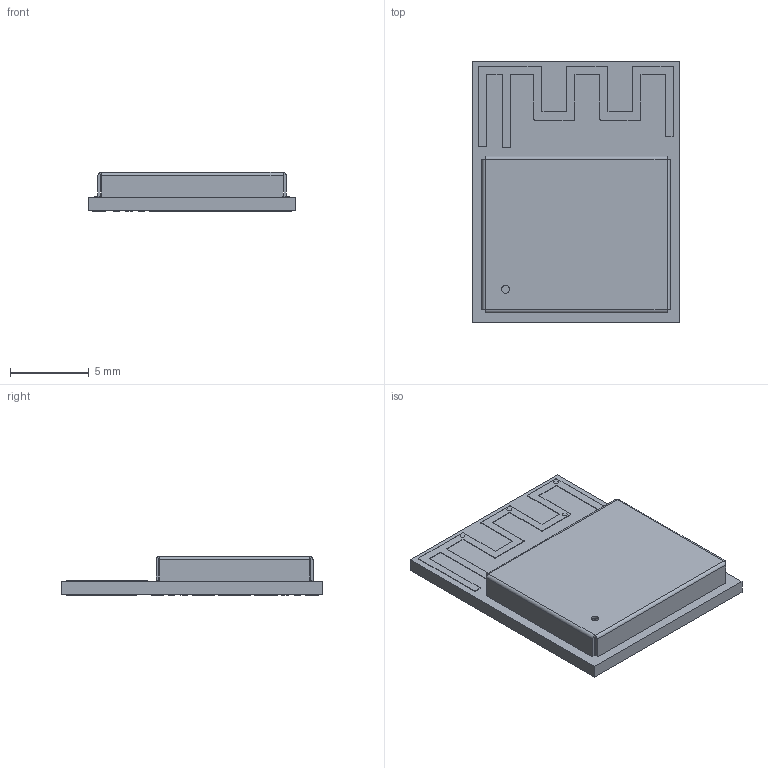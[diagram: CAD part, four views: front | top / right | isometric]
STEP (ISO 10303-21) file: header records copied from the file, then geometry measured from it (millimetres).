
FILE_DESCRIPTION (( 'STEP AP214' ), '1' );
FILE_NAME ('ESP32-C6-MINI-1_V1_20230711.STEP', '2023-07-11T13:00:33', ( 'Windows User' ), ( 'P R C' ), 'SwSTEP 2.0', 'SolidWorks 2022', '' );
FILE_SCHEMA (( 'AUTOMOTIVE_DESIGN' ));
Length unit declared in the file: millimetre
Products named in the file (38): ESP32-C6_QFN32_5X5_202306.xtd; Submodel-C0201_part_C0201; Submodel-noModelForPart_MINI-ANT-TYPED-H_4201249051; Submodel-D__3D_design_ESP32-C6_module_module_ESP32-C6-MINI-1-3D_PCB_ESP32-C6-MINI-1_V1.0_20220927_PCB_3D_ImportedPartModels_XTAL3225_20210301.STEP; C3-MINI-solder_pad; Submodel-D__3D_design_ESP32-C6_module_module_ESP32-C6-MINI-1-3D_PCB_ESP32-C6-MINI-1_V1.0_20220927_PCB_3D_ImportedPartModels_C0402_20210301.STEP; Submodel-SOD882_part_SOD882; uid__2428; Submodel-D__3D_design_ESP32-C6_module_module_ESP32-C6-MINI-1-3D_PCB_ESP32-C6-MINI-1_V1.0_20220927_PCB_3D_ImportedPartModels_R0201_20210301.STEP; placementOutline_21; placementOutline_24; Submodel-R0201_part_R0201; Submodel-C0402_part_C0402; MINI-ANT-TYPE-D-H-buttom; R0201_20210301.xtd; Submodel-L0201_part_L0201; ESP32-C6-MINI-1_V1_20230711; placementOutline_19; Submodel-D__3D_design_ESP32-C6_module_module_ESP32-C6-MINI-1-3D_PCB_ESP32-C6-MINI-1_V1.0_20220927_PCB_3D_ImportedPartModels_C0201_20210301.STEP; Submodel-XTAL3225_part_XTAL3225; L0201_20210301.xtd; Submodel-QFN32_0P5_5_E3P7X3P2_part_QFN32_0P5_5_E3P7X3P2; C0201_20210301.xtd; ShieldBox_ESP32-C3-MINI-1_V1.0_20200901; placementOutline_18; placementOutline_23; C6-MINI-1-new-footpad; placementOutline_20; C0402_20210301.xtd; XTAL3225_20210301.xtd; DFN1006.xtd; Submodel-MINI-ANT-TYPED-H_4201249051_part_MINI-ANT-TYPED-H; Submodel-D__3D_design_ESP32-C6_module_module_ESP32-C6-MINI-1-3D_PCB_ESP32-C6-MINI-1_V1.0_20220927_PCB_3D_ImportedPartModels_ESP32-C6_QFN32_5X5_202306.STEP; Submodel-D__3D_design_ESP32-C6_module_module_ESP32-C6-MINI-1-3D_PCB_ESP32-C6-MINI-1_V1.0_20220927_PCB_3D_ImportedPartModels_DFN1006.STEP; DesignRootModel; MINI-ANT-TYPE-D-H-top; Submodel-D__3D_design_ESP32-C6_module_module_ESP32-C6-MINI-1-3D_PCB_ESP32-C6-MINI-1_V1.0_20220927_PCB_3D_ImportedPartModels_L0201_20210301.STEP; placementOutline_22
Assembly tree (49 placements, depth 6):
  ESP32-C6-MINI-1_V1_20230711
    C6-MINI-1-new-footpad
      DesignRootModel
        uid__2428
        Submodel-R0201_part_R0201  x3
          Submodel-D__3D_design_ESP32-C6_module_module_ESP32-C6-MINI-1-3D_PCB_ESP32-C6-MINI-1_V1.0_20220927_PCB_3D_ImportedPartModels_R0201_20210301.STEP
            R0201_20210301.xtd
        Submodel-L0201_part_L0201  x2
          Submodel-D__3D_design_ESP32-C6_module_module_ESP32-C6-MINI-1-3D_PCB_ESP32-C6-MINI-1_V1.0_20220927_PCB_3D_ImportedPartModels_L0201_20210301.STEP
            L0201_20210301.xtd
        Submodel-C0201_part_C0201  x10
          Submodel-D__3D_design_ESP32-C6_module_module_ESP32-C6-MINI-1-3D_PCB_ESP32-C6-MINI-1_V1.0_20220927_PCB_3D_ImportedPartModels_C0201_20210301.STEP
            C0201_20210301.xtd
        Submodel-QFN32_0P5_5_E3P7X3P2_part_QFN32_0P5_5_E3P7X3P2
          Submodel-D__3D_design_ESP32-C6_module_module_ESP32-C6-MINI-1-3D_PCB_ESP32-C6-MINI-1_V1.0_20220927_PCB_3D_ImportedPartModels_ESP32-C6_QFN32_5X5_202306.STEP
            ESP32-C6_QFN32_5X5_202306.xtd
        Submodel-XTAL3225_part_XTAL3225
          Submodel-D__3D_design_ESP32-C6_module_module_ESP32-C6-MINI-1-3D_PCB_ESP32-C6-MINI-1_V1.0_20220927_PCB_3D_ImportedPartModels_XTAL3225_20210301.STEP
            XTAL3225_20210301.xtd
        Submodel-SOD882_part_SOD882
          Submodel-D__3D_design_ESP32-C6_module_module_ESP32-C6-MINI-1-3D_PCB_ESP32-C6-MINI-1_V1.0_20220927_PCB_3D_ImportedPartModels_DFN1006.STEP
            DFN1006.xtd
        Submodel-C0402_part_C0402
          Submodel-D__3D_design_ESP32-C6_module_module_ESP32-C6-MINI-1-3D_PCB_ESP32-C6-MINI-1_V1.0_20220927_PCB_3D_ImportedPartModels_C0402_20210301.STEP
            C0402_20210301.xtd
        Submodel-MINI-ANT-TYPED-H_4201249051_part_MINI-ANT-TYPED-H
          Submodel-noModelForPart_MINI-ANT-TYPED-H_4201249051
            placementOutline_18
            placementOutline_19
            placementOutline_20
            placementOutline_21
            placementOutline_22
            placementOutline_23
            placementOutline_24
      MINI-ANT-TYPE-D-H-top
      MINI-ANT-TYPE-D-H-buttom
      C3-MINI-solder_pad
    ShieldBox_ESP32-C3-MINI-1_V1.0_20200901
Bounding box: 13.2 x 16.6 x 2.48 mm (x, y, z)
Volume: 237 mm3; surface area: 1152.2 mm2
Topology: 102 solids, 103 shells, 1786 faces, 4353 edges, 2720 vertices
Faces by surface type: plane 1159, cylinder 453, bspline 174
Entity records: 51883 total; most frequent: CARTESIAN_POINT 12169, ORIENTED_EDGE 6242, DIRECTION 5469, EDGE_CURVE 3121, VECTOR 2241, LINE 2241, VERTEX_POINT 2048, AXIS2_PLACEMENT_3D 1614
